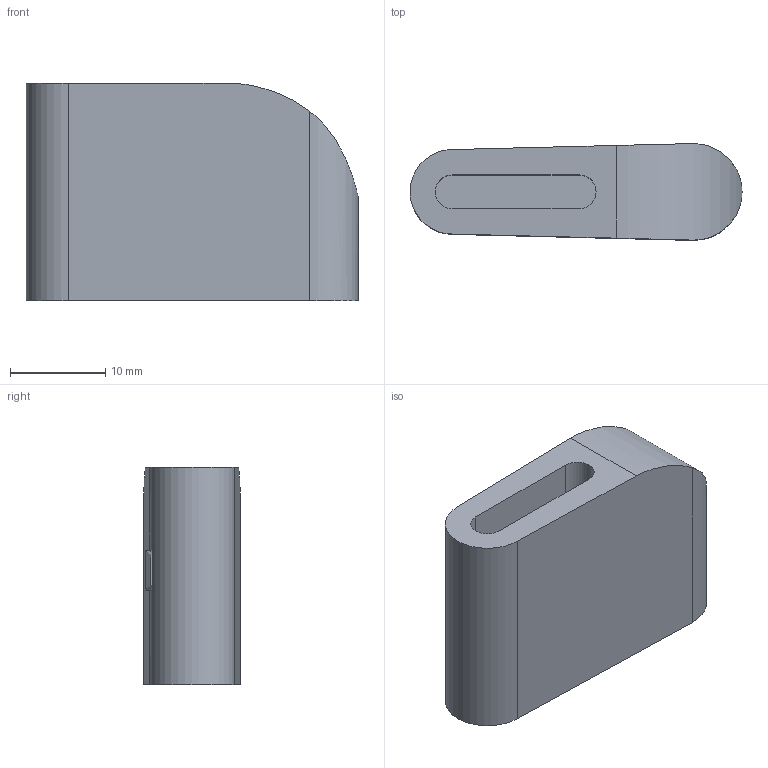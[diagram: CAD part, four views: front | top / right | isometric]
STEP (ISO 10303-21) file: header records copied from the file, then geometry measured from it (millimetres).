
FILE_DESCRIPTION(/* description */ (''),/* implementation_level */ '2;1');
FILE_NAME(/* name */ 'finger spacer - left-hand v3.step',/* time_stamp */ '2019-08-01T01:31:44-04:00',/* author */ (''),/* organization */ (''),/* preprocessor_version */ 'ST-DEVELOPER v18',/* originating_system */ 'Autodesk Translation Framework v8.2.0.1029',/* authorisation */ '');
FILE_SCHEMA (('AUTOMOTIVE_DESIGN { 1 0 10303 214 3 1 1 }'));
Length unit declared in the file: millimetre
Products named in the file (1): finger spacer - left-hand
Bounding box: 34.92 x 10.16 x 22.86 mm (x, y, z)
Volume: 5471.5 mm3; surface area: 3199.8 mm2
Topology: 1 solids, 1 shells, 29 faces, 77 edges, 51 vertices
Faces by surface type: plane 20, cylinder 6, cone 2, bspline 1
Entity records: 1011 total; most frequent: CARTESIAN_POINT 249, ORIENTED_EDGE 154, DIRECTION 142, EDGE_CURVE 77, LINE 54, VECTOR 54, VERTEX_POINT 51, AXIS2_PLACEMENT_3D 44
